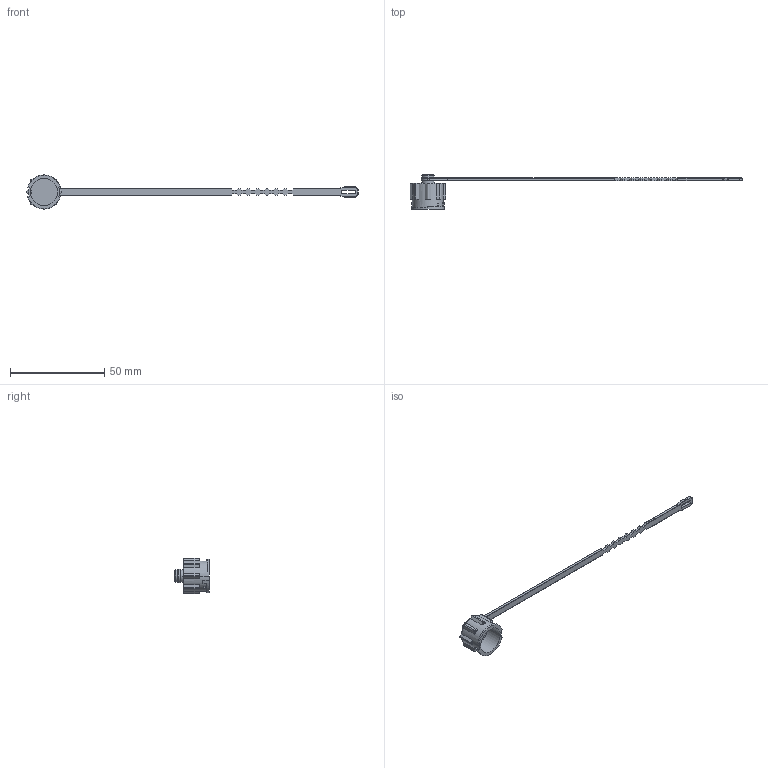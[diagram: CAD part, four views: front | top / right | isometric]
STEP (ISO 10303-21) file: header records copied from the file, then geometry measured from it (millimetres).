
FILE_DESCRIPTION (( 'STEP AP203' ), '1' );
FILE_NAME ('P311-PCSM16-1.STEP', '2020-04-01T03:00:20', ( 'edpusr' ), ( 'Microsoft' ), 'SwSTEP 2.0', 'SolidWorks 2015', '' );
FILE_SCHEMA (( 'CONFIG_CONTROL_DESIGN' ));
Length unit declared in the file: millimetre
Products named in the file (1): P311-PCSM16-1
Bounding box: 175.92 x 18.3 x 19.04 mm (x, y, z)
Volume: 2580.8 mm3; surface area: 3626.1 mm2
Topology: 2 solids, 2 shells, 282 faces, 723 edges, 449 vertices
Faces by surface type: plane 118, cylinder 106, bspline 56, cone 2
Entity records: 9524 total; most frequent: CARTESIAN_POINT 2988, ORIENTED_EDGE 1446, DIRECTION 1252, EDGE_CURVE 723, VERTEX_POINT 449, AXIS2_PLACEMENT_3D 418, VECTOR 416, LINE 416
